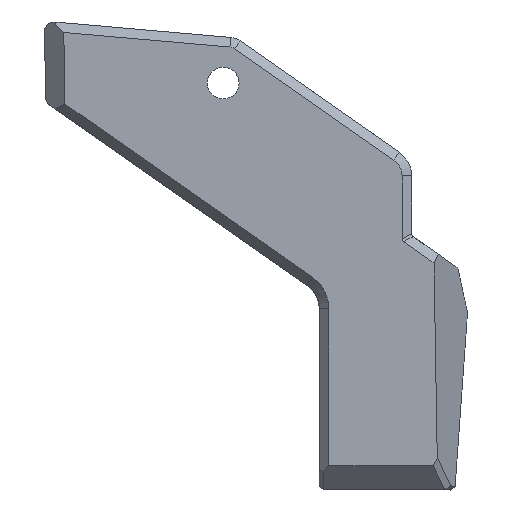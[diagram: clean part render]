
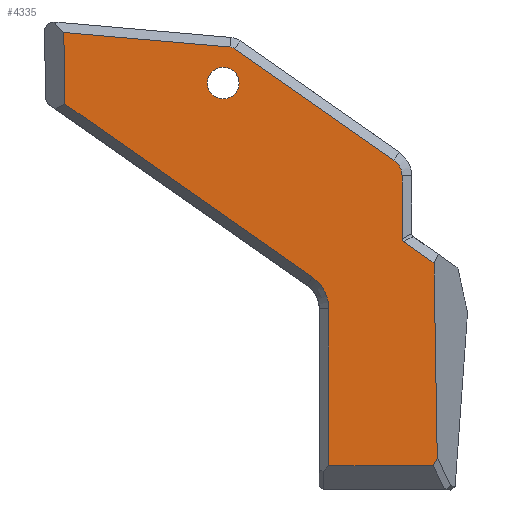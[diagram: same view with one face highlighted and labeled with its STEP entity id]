
A CAD part, top view. The second image highlights one B-rep face of the part: STEP entity #4335.
In plain terms, the highlighted planar face has unit normal (0, 0, 1).
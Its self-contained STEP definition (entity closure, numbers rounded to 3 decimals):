
#52=ELLIPSE('',#4637,0.753,0.5);
#81=FACE_BOUND('',#1599,.T.);
#92=CIRCLE('',#4539,1.65);
#124=CIRCLE('',#4615,1.);
#125=CIRCLE('',#4618,4.);
#126=CIRCLE('',#4622,2.);
#390=LINE('',#8173,#864);
#393=LINE('',#8181,#867);
#399=LINE('',#8194,#873);
#400=LINE('',#8196,#874);
#412=LINE('',#8393,#886);
#413=LINE('',#8396,#887);
#414=LINE('',#8398,#888);
#415=LINE('',#8400,#889);
#416=LINE('',#8402,#890);
#417=LINE('',#8405,#891);
#864=VECTOR('',#5216,1000.);
#867=VECTOR('',#5225,1000.);
#873=VECTOR('',#5237,1000.);
#874=VECTOR('',#5240,1000.);
#886=VECTOR('',#5282,1000.);
#887=VECTOR('',#5285,1000.);
#888=VECTOR('',#5286,10.);
#889=VECTOR('',#5287,1000.);
#890=VECTOR('',#5288,1000.);
#891=VECTOR('',#5291,1000.);
#1162=PLANE('',#4636);
#1353=FACE_OUTER_BOUND('',#1598,.T.);
#1598=EDGE_LOOP('',(#3421,#3422,#3423,#3424,#3425,#3426,#3427,#3428,#3429,
#3430,#3431,#3432,#3433,#3434));
#1599=EDGE_LOOP('',(#3435));
#1898=VERTEX_POINT('',#6637);
#2108=VERTEX_POINT('',#8170);
#2109=VERTEX_POINT('',#8172);
#2110=VERTEX_POINT('',#8176);
#2111=VERTEX_POINT('',#8180);
#2113=VERTEX_POINT('',#8186);
#2114=VERTEX_POINT('',#8188);
#2115=VERTEX_POINT('',#8192);
#2116=VERTEX_POINT('',#8198);
#2129=VERTEX_POINT('',#8391);
#2130=VERTEX_POINT('',#8395);
#2131=VERTEX_POINT('',#8397);
#2132=VERTEX_POINT('',#8399);
#2133=VERTEX_POINT('',#8401);
#2134=VERTEX_POINT('',#8403);
#2332=EDGE_CURVE('',#1898,#1898,#92,.T.);
#2581=EDGE_CURVE('',#2109,#2108,#390,.T.);
#2583=EDGE_CURVE('',#2110,#2109,#124,.T.);
#2585=EDGE_CURVE('',#2111,#2110,#393,.T.);
#2589=EDGE_CURVE('',#2114,#2113,#125,.T.);
#2592=EDGE_CURVE('',#2115,#2114,#399,.T.);
#2593=EDGE_CURVE('',#2108,#2115,#400,.T.);
#2594=EDGE_CURVE('',#2116,#2111,#126,.T.);
#2618=EDGE_CURVE('',#2113,#2129,#412,.T.);
#2619=EDGE_CURVE('',#2129,#2130,#413,.T.);
#2620=EDGE_CURVE('',#2130,#2131,#414,.T.);
#2621=EDGE_CURVE('',#2131,#2132,#415,.T.);
#2622=EDGE_CURVE('',#2132,#2133,#416,.T.);
#2623=EDGE_CURVE('',#2133,#2134,#52,.T.);
#2624=EDGE_CURVE('',#2134,#2116,#417,.T.);
#3421=ORIENTED_EDGE('',*,*,#2619,.T.);
#3422=ORIENTED_EDGE('',*,*,#2620,.T.);
#3423=ORIENTED_EDGE('',*,*,#2621,.T.);
#3424=ORIENTED_EDGE('',*,*,#2622,.T.);
#3425=ORIENTED_EDGE('',*,*,#2623,.T.);
#3426=ORIENTED_EDGE('',*,*,#2624,.T.);
#3427=ORIENTED_EDGE('',*,*,#2594,.T.);
#3428=ORIENTED_EDGE('',*,*,#2585,.T.);
#3429=ORIENTED_EDGE('',*,*,#2583,.T.);
#3430=ORIENTED_EDGE('',*,*,#2581,.T.);
#3431=ORIENTED_EDGE('',*,*,#2593,.T.);
#3432=ORIENTED_EDGE('',*,*,#2592,.T.);
#3433=ORIENTED_EDGE('',*,*,#2589,.T.);
#3434=ORIENTED_EDGE('',*,*,#2618,.T.);
#3435=ORIENTED_EDGE('',*,*,#2332,.F.);
#4335=ADVANCED_FACE('',(#1353,#81),#1162,.T.);
#4539=AXIS2_PLACEMENT_3D('',#6639,#4883,#4884);
#4615=AXIS2_PLACEMENT_3D('',#8177,#5220,#5221);
#4618=AXIS2_PLACEMENT_3D('',#8189,#5231,#5232);
#4622=AXIS2_PLACEMENT_3D('',#8199,#5243,#5244);
#4636=AXIS2_PLACEMENT_3D('',#8394,#5283,#5284);
#4637=AXIS2_PLACEMENT_3D('',#8404,#5289,#5290);
#4883=DIRECTION('center_axis',(0.,0.,1.));
#4884=DIRECTION('ref_axis',(1.,0.,0.));
#5216=DIRECTION('',(-0.996,0.087,0.));
#5220=DIRECTION('center_axis',(0.,0.,1.));
#5221=DIRECTION('ref_axis',(1.,0.,0.));
#5225=DIRECTION('',(-0.819,0.574,0.));
#5231=DIRECTION('center_axis',(0.,0.,-1.));
#5232=DIRECTION('ref_axis',(1.,0.,0.));
#5237=DIRECTION('',(0.819,-0.574,0.));
#5240=DIRECTION('',(0.017,-1.,0.));
#5243=DIRECTION('center_axis',(0.,0.,1.));
#5244=DIRECTION('ref_axis',(1.,0.,0.));
#5282=DIRECTION('',(0.,-1.,0.));
#5283=DIRECTION('center_axis',(0.,0.,1.));
#5284=DIRECTION('ref_axis',(1.,0.,0.));
#5285=DIRECTION('',(1.,0.,0.));
#5286=DIRECTION('',(0.452,0.892,0.));
#5287=DIRECTION('',(-0.016,1.,0.));
#5288=DIRECTION('',(-0.819,0.574,0.));
#5289=DIRECTION('center_axis',(0.,0.,-1.));
#5290=DIRECTION('ref_axis',(0.887,0.462,0.));
#5291=DIRECTION('',(0.,1.,0.));
#6637=CARTESIAN_POINT('',(4.674,-104.474,3.));
#6639=CARTESIAN_POINT('Origin',(6.324,-104.474,3.));
#8170=CARTESIAN_POINT('',(-10.241,-99.216,3.));
#8172=CARTESIAN_POINT('',(7.026,-100.727,3.));
#8173=CARTESIAN_POINT('',(-8.692,-99.351,3.));
#8176=CARTESIAN_POINT('',(7.512,-100.904,3.));
#8177=CARTESIAN_POINT('Origin',(6.938,-101.723,3.));
#8180=CARTESIAN_POINT('',(24.051,-112.485,3.));
#8181=CARTESIAN_POINT('',(7.512,-100.904,3.));
#8186=CARTESIAN_POINT('',(17.304,-127.926,3.));
#8188=CARTESIAN_POINT('',(15.598,-124.65,3.));
#8189=CARTESIAN_POINT('Origin',(13.304,-127.926,3.));
#8192=CARTESIAN_POINT('',(-10.117,-106.643,3.));
#8194=CARTESIAN_POINT('',(-53.434,-76.312,3.));
#8196=CARTESIAN_POINT('',(-11.888,-0.198,3.));
#8198=CARTESIAN_POINT('',(24.904,-114.123,3.));
#8199=CARTESIAN_POINT('Origin',(22.904,-114.123,3.));
#8391=CARTESIAN_POINT('',(17.304,-144.227,3.));
#8393=CARTESIAN_POINT('',(17.304,-144.882,3.));
#8394=CARTESIAN_POINT('Origin',(0.,0.,3.));
#8395=CARTESIAN_POINT('',(28.15,-144.227,3.));
#8396=CARTESIAN_POINT('',(28.614,-144.227,3.));
#8397=CARTESIAN_POINT('',(28.559,-143.421,3.));
#8398=CARTESIAN_POINT('',(28.15,-144.227,3.));
#8399=CARTESIAN_POINT('',(28.225,-123.163,3.));
#8400=CARTESIAN_POINT('',(26.188,0.432,3.));
#8401=CARTESIAN_POINT('',(25.055,-120.943,3.));
#8402=CARTESIAN_POINT('',(26.61,-122.032,3.));
#8403=CARTESIAN_POINT('',(24.904,-120.653,3.));
#8404=CARTESIAN_POINT('Origin',(25.611,-120.469,3.));
#8405=CARTESIAN_POINT('',(24.904,0.,3.));
